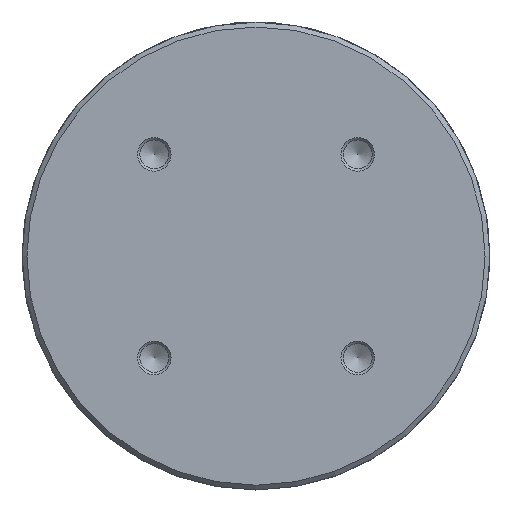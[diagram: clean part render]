
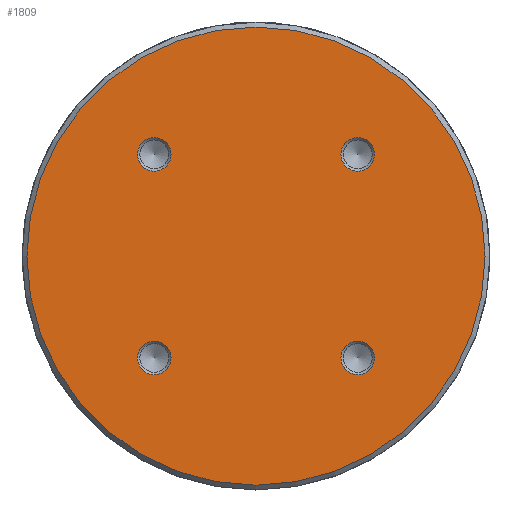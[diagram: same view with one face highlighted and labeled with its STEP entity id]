
A CAD part, front view. The second image highlights one B-rep face of the part: STEP entity #1809.
In plain terms, the highlighted face is planar.
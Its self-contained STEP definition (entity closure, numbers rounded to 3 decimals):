
#550 = FACE_BOUND ( 'NONE', #5383, .T. ) ;
#558 = FACE_BOUND ( 'NONE', #987, .T. ) ;
#572 = FACE_OUTER_BOUND ( 'NONE', #4047, .T. ) ;
#683 = CARTESIAN_POINT ( 'NONE',  ( -49.426, -42.426, 0. ) ) ;
#703 = DIRECTION ( 'NONE',  ( 0., 0., -1. ) ) ;
#830 = DIRECTION ( 'NONE',  ( 0., 0., 1. ) ) ;
#987 = EDGE_LOOP ( 'NONE', ( #1214 ) ) ;
#1214 = ORIENTED_EDGE ( 'NONE', *, *, #5275, .F. ) ;
#1435 = CARTESIAN_POINT ( 'NONE',  ( -42.426, 42.426, 0. ) ) ;
#1550 = DIRECTION ( 'NONE',  ( 0., 0., 1. ) ) ;
#1556 = ORIENTED_EDGE ( 'NONE', *, *, #2104, .T. ) ;
#1612 = AXIS2_PLACEMENT_3D ( 'NONE', #4362, #830, #4972 ) ;
#1809 = ADVANCED_FACE ( 'NONE', ( #558, #550, #5769, #5775, #572 ), #1893, .F. ) ;
#1842 = ORIENTED_EDGE ( 'NONE', *, *, #6139, .T. ) ;
#1866 = AXIS2_PLACEMENT_3D ( 'NONE', #1969, #6145, #2561 ) ;
#1893 = PLANE ( 'NONE',  #2149 ) ;
#1969 = CARTESIAN_POINT ( 'NONE',  ( 42.426, 42.426, 0. ) ) ;
#2033 = DIRECTION ( 'NONE',  ( -1., 0., 0. ) ) ;
#2104 = EDGE_CURVE ( 'NONE', #2716, #2716, #2250, .T. ) ;
#2149 = AXIS2_PLACEMENT_3D ( 'NONE', #6066, #703, #6654 ) ;
#2250 = CIRCLE ( 'NONE', #1612, 95.5 ) ;
#2453 = DIRECTION ( 'NONE',  ( 0., 0., -1. ) ) ;
#2561 = DIRECTION ( 'NONE',  ( 1., 0., 0. ) ) ;
#2621 = CIRCLE ( 'NONE', #4594, 7. ) ;
#2716 = VERTEX_POINT ( 'NONE', #6579 ) ;
#3133 = CIRCLE ( 'NONE', #5962, 7. ) ;
#3180 = VERTEX_POINT ( 'NONE', #6043 ) ;
#3220 = ORIENTED_EDGE ( 'NONE', *, *, #3592, .T. ) ;
#3592 = EDGE_CURVE ( 'NONE', #6523, #6523, #2621, .T. ) ;
#3636 = CARTESIAN_POINT ( 'NONE',  ( 49.426, 42.426, 0. ) ) ;
#4047 = EDGE_LOOP ( 'NONE', ( #1556 ) ) ;
#4362 = CARTESIAN_POINT ( 'NONE',  ( 0., 0., 0. ) ) ;
#4451 = VERTEX_POINT ( 'NONE', #3636 ) ;
#4594 = AXIS2_PLACEMENT_3D ( 'NONE', #6034, #2453, #6624 ) ;
#4642 = AXIS2_PLACEMENT_3D ( 'NONE', #5120, #1550, #5729 ) ;
#4797 = CARTESIAN_POINT ( 'NONE',  ( 49.426, -42.426, 0. ) ) ;
#4884 = EDGE_CURVE ( 'NONE', #4451, #4451, #6122, .T. ) ;
#4972 = DIRECTION ( 'NONE',  ( 1., 0., 0. ) ) ;
#5120 = CARTESIAN_POINT ( 'NONE',  ( -42.426, -42.426, 0. ) ) ;
#5275 = EDGE_CURVE ( 'NONE', #5788, #5788, #5488, .T. ) ;
#5383 = EDGE_LOOP ( 'NONE', ( #1842 ) ) ;
#5488 = CIRCLE ( 'NONE', #4642, 7. ) ;
#5610 = DIRECTION ( 'NONE',  ( 0., 0., -1. ) ) ;
#5729 = DIRECTION ( 'NONE',  ( -1., 0., 0. ) ) ;
#5769 = FACE_BOUND ( 'NONE', #7216, .T. ) ;
#5775 = FACE_BOUND ( 'NONE', #6957, .T. ) ;
#5788 = VERTEX_POINT ( 'NONE', #683 ) ;
#5962 = AXIS2_PLACEMENT_3D ( 'NONE', #1435, #5610, #2033 ) ;
#6034 = CARTESIAN_POINT ( 'NONE',  ( 42.426, -42.426, 0. ) ) ;
#6043 = CARTESIAN_POINT ( 'NONE',  ( -49.426, 42.426, 0. ) ) ;
#6066 = CARTESIAN_POINT ( 'NONE',  ( 0., 0., 0. ) ) ;
#6122 = CIRCLE ( 'NONE', #1866, 7. ) ;
#6139 = EDGE_CURVE ( 'NONE', #3180, #3180, #3133, .T. ) ;
#6145 = DIRECTION ( 'NONE',  ( 0., 0., 1. ) ) ;
#6523 = VERTEX_POINT ( 'NONE', #4797 ) ;
#6579 = CARTESIAN_POINT ( 'NONE',  ( 95.5, 0., 0. ) ) ;
#6624 = DIRECTION ( 'NONE',  ( 1., 0., 0. ) ) ;
#6654 = DIRECTION ( 'NONE',  ( -1., 0., 0. ) ) ;
#6957 = EDGE_LOOP ( 'NONE', ( #7343 ) ) ;
#7216 = EDGE_LOOP ( 'NONE', ( #3220 ) ) ;
#7343 = ORIENTED_EDGE ( 'NONE', *, *, #4884, .F. ) ;
